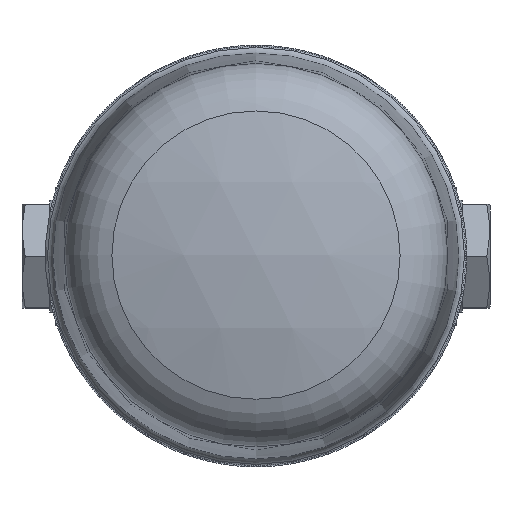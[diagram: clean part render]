
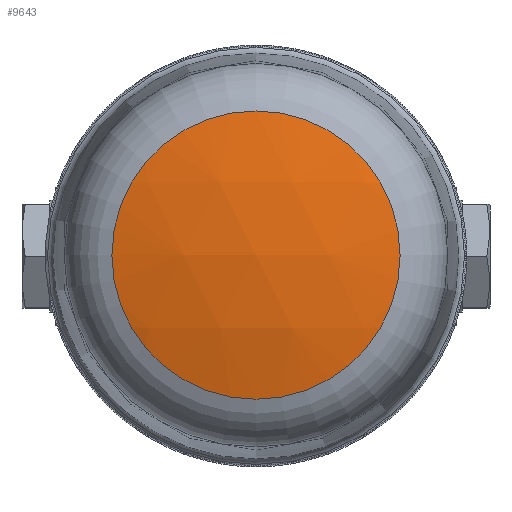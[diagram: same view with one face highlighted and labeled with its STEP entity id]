
A CAD part, top view. The second image highlights one B-rep face of the part: STEP entity #9643.
In plain terms, the highlighted spherical face has radius 120 mm.
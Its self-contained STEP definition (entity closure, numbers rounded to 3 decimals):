
#4873=SPHERICAL_SURFACE('',#19842,120.);
#6157=FACE_OUTER_BOUND('',#10620,.T.);
#9643=ADVANCED_FACE('',(#6157),#4873,.T.);
#10620=EDGE_LOOP('',(#14451));
#14451=ORIENTED_EDGE('',*,*,#16083,.T.);
#14816=VERTEX_POINT('',#24372);
#16083=EDGE_CURVE('',#14816,#14816,#17958,.T.);
#17958=CIRCLE('',#18645,31.322);
#18645=AXIS2_PLACEMENT_3D('',#24371,#20316,#20317);
#19842=AXIS2_PLACEMENT_3D('',#28474,#23574,#23575);
#20316=DIRECTION('',(0.,0.,1.));
#20317=DIRECTION('',(0.,1.,0.));
#23574=DIRECTION('',(0.,1.,0.));
#23575=DIRECTION('',(1.,0.,0.));
#24371=CARTESIAN_POINT('',(0.,0.,
131.333));
#24372=CARTESIAN_POINT('',(0.,31.322,131.333));
#28474=CARTESIAN_POINT('',(0.,0.,
15.492));
